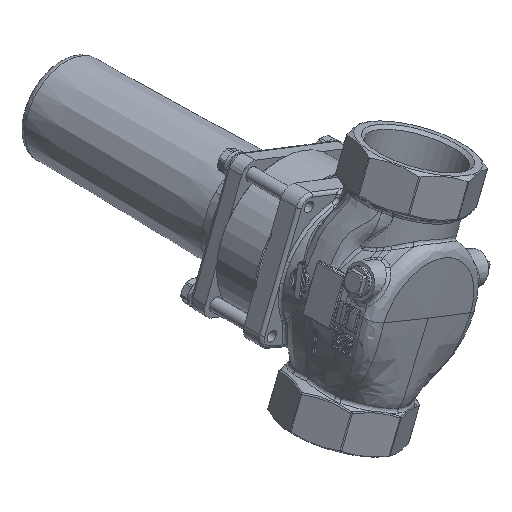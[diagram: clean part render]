
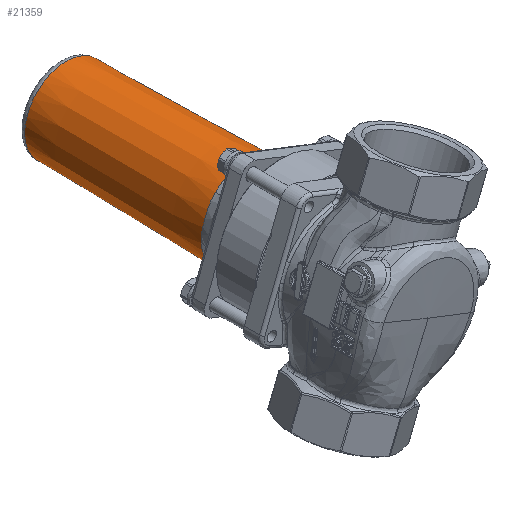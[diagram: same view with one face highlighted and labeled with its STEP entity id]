
A CAD part, isometric view. The second image highlights one B-rep face of the part: STEP entity #21359.
In plain terms, the highlighted conical face has half-angle 1 degrees and reference radius 33 mm.
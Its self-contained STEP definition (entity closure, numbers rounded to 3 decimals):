
#1360=CONICAL_SURFACE($,#23004,33.,1.);
#3704=B_SPLINE_CURVE_WITH_KNOTS($,3,(#67297,#67298,#67299,#67300,#67301,
#67302,#67303),.UNSPECIFIED.,.F.,.F.,(4,1,1,1,4),(-3.142,-2.244,
-0.449,1.346,3.142),.UNSPECIFIED.);
#3705=B_SPLINE_CURVE_WITH_KNOTS($,3,(#67307,#67308,#67309,#67310,#67311,
#67312,#67313),.UNSPECIFIED.,.F.,.F.,(4,1,1,1,4),(-3.142,-2.244,
-0.449,1.346,3.142),.UNSPECIFIED.);
#3706=B_SPLINE_CURVE_WITH_KNOTS($,3,(#67317,#67318,#67319,#67320,#67321,
#67322,#67323),.UNSPECIFIED.,.F.,.F.,(4,1,1,1,4),(-3.142,-2.244,
-0.449,1.346,3.142),.UNSPECIFIED.);
#3707=B_SPLINE_CURVE_WITH_KNOTS($,3,(#67326,#67327,#67328,#67329,#67330,
#67331,#67332),.UNSPECIFIED.,.F.,.F.,(4,1,1,1,4),(-3.142,-2.244,
-0.449,1.346,3.142),.UNSPECIFIED.);
#3840=FACE_BOUND($,#6691,.T.);
#5244=FACE_OUTER_BOUND($,#6690,.T.);
#6690=EDGE_LOOP($,(#18243,#18244,#18245,#18246,#18247,#18248,#18249,#18250));
#6691=EDGE_LOOP($,(#18251));
#7560=CIRCLE($,#23003,30.45);
#7561=CIRCLE($,#23005,32.743);
#7562=CIRCLE($,#23006,32.743);
#7563=CIRCLE($,#23007,32.743);
#7564=CIRCLE($,#23008,32.743);
#9365=VERTEX_POINT($,#67290);
#9366=VERTEX_POINT($,#67293);
#9367=VERTEX_POINT($,#67294);
#9368=VERTEX_POINT($,#67296);
#9369=VERTEX_POINT($,#67304);
#9370=VERTEX_POINT($,#67306);
#9371=VERTEX_POINT($,#67314);
#9372=VERTEX_POINT($,#67316);
#9373=VERTEX_POINT($,#67324);
#12341=EDGE_CURVE($,#9365,#9365,#7560,.T.);
#12342=EDGE_CURVE($,#9366,#9367,#7561,.T.);
#12343=EDGE_CURVE($,#9368,#9366,#3704,.T.);
#12344=EDGE_CURVE($,#9369,#9368,#7562,.T.);
#12345=EDGE_CURVE($,#9370,#9369,#3705,.T.);
#12346=EDGE_CURVE($,#9371,#9370,#7563,.T.);
#12347=EDGE_CURVE($,#9372,#9371,#3706,.T.);
#12348=EDGE_CURVE($,#9373,#9372,#7564,.T.);
#12349=EDGE_CURVE($,#9367,#9373,#3707,.T.);
#18243=ORIENTED_EDGE($,*,*,#12342,.F.);
#18244=ORIENTED_EDGE($,*,*,#12343,.F.);
#18245=ORIENTED_EDGE($,*,*,#12344,.F.);
#18246=ORIENTED_EDGE($,*,*,#12345,.F.);
#18247=ORIENTED_EDGE($,*,*,#12346,.F.);
#18248=ORIENTED_EDGE($,*,*,#12347,.F.);
#18249=ORIENTED_EDGE($,*,*,#12348,.F.);
#18250=ORIENTED_EDGE($,*,*,#12349,.F.);
#18251=ORIENTED_EDGE($,*,*,#12341,.F.);
#21359=ADVANCED_FACE($,(#5244,#3840),#1360,.T.);
#23003=AXIS2_PLACEMENT_3D($,#67291,#26737,#26738);
#23004=AXIS2_PLACEMENT_3D($,#67292,#26739,#26740);
#23005=AXIS2_PLACEMENT_3D($,#67295,#26741,#26742);
#23006=AXIS2_PLACEMENT_3D($,#67305,#26743,#26744);
#23007=AXIS2_PLACEMENT_3D($,#67315,#26745,#26746);
#23008=AXIS2_PLACEMENT_3D($,#67325,#26747,#26748);
#26737=DIRECTION('center_axis',(0.,1.,0.));
#26738=DIRECTION('ref_axis',(-0.932,0.,0.362));
#26739=DIRECTION('center_axis',(0.,-1.,0.));
#26740=DIRECTION('ref_axis',(-0.932,0.,0.362));
#26741=DIRECTION('center_axis',(0.,-1.,0.));
#26742=DIRECTION('ref_axis',(-0.932,0.,0.362));
#26743=DIRECTION('center_axis',(0.,-1.,0.));
#26744=DIRECTION('ref_axis',(-0.932,0.,0.362));
#26745=DIRECTION('center_axis',(0.,-1.,0.));
#26746=DIRECTION('ref_axis',(-0.932,0.,0.362));
#26747=DIRECTION('center_axis',(0.,-1.,0.));
#26748=DIRECTION('ref_axis',(-0.932,0.,0.362));
#67290=CARTESIAN_POINT('',(-102.069,464.373,-223.089));
#67291=CARTESIAN_POINT('Origin',(-130.458,464.373,-212.078));
#67292=CARTESIAN_POINT('Origin',(-130.458,318.286,-212.078));
#67293=CARTESIAN_POINT('',(-97.842,333.024,-209.208));
#67294=CARTESIAN_POINT('',(-106.346,333.024,-189.927));
#67295=CARTESIAN_POINT('Origin',(-130.458,333.024,-212.078));
#67296=CARTESIAN_POINT('',(-108.307,333.024,-236.19));
#67297=CARTESIAN_POINT('Ctrl Pts',(-108.307,333.024,-236.19));
#67298=CARTESIAN_POINT('Ctrl Pts',(-107.255,333.024,-235.224));
#67299=CARTESIAN_POINT('Ctrl Pts',(-104.288,332.797,-232.123));
#67300=CARTESIAN_POINT('Ctrl Pts',(-100.417,332.137,-226.057));
#67301=CARTESIAN_POINT('Ctrl Pts',(-97.828,332.453,-217.801));
#67302=CARTESIAN_POINT('Ctrl Pts',(-97.591,333.024,-212.054));
#67303=CARTESIAN_POINT('Ctrl Pts',(-97.842,333.024,-209.208));
#67304=CARTESIAN_POINT('',(-127.588,333.024,-244.694));
#67305=CARTESIAN_POINT('Origin',(-130.458,333.024,-212.078));
#67306=CARTESIAN_POINT('',(-154.571,333.024,-234.229));
#67307=CARTESIAN_POINT('Ctrl Pts',(-154.571,333.024,-234.229));
#67308=CARTESIAN_POINT('Ctrl Pts',(-153.605,333.024,-235.281));
#67309=CARTESIAN_POINT('Ctrl Pts',(-150.504,332.797,-238.248));
#67310=CARTESIAN_POINT('Ctrl Pts',(-144.437,332.137,-242.119));
#67311=CARTESIAN_POINT('Ctrl Pts',(-136.181,332.453,-244.708));
#67312=CARTESIAN_POINT('Ctrl Pts',(-130.435,333.024,-244.945));
#67313=CARTESIAN_POINT('Ctrl Pts',(-127.588,333.024,-244.694));
#67314=CARTESIAN_POINT('',(-163.075,333.024,-214.948));
#67315=CARTESIAN_POINT('Origin',(-130.458,333.024,-212.078));
#67316=CARTESIAN_POINT('',(-152.61,333.024,-187.965));
#67317=CARTESIAN_POINT('Ctrl Pts',(-152.61,333.024,-187.965));
#67318=CARTESIAN_POINT('Ctrl Pts',(-153.662,333.024,-188.932));
#67319=CARTESIAN_POINT('Ctrl Pts',(-156.628,332.797,-192.032));
#67320=CARTESIAN_POINT('Ctrl Pts',(-160.5,332.137,-198.099));
#67321=CARTESIAN_POINT('Ctrl Pts',(-163.089,332.453,-206.355));
#67322=CARTESIAN_POINT('Ctrl Pts',(-163.326,333.024,-212.101));
#67323=CARTESIAN_POINT('Ctrl Pts',(-163.075,333.024,-214.948));
#67324=CARTESIAN_POINT('',(-133.328,333.024,-179.461));
#67325=CARTESIAN_POINT('Origin',(-130.458,333.024,-212.078));
#67326=CARTESIAN_POINT('Ctrl Pts',(-106.346,333.024,-189.927));
#67327=CARTESIAN_POINT('Ctrl Pts',(-107.312,333.024,-188.875));
#67328=CARTESIAN_POINT('Ctrl Pts',(-110.413,332.797,-185.908));
#67329=CARTESIAN_POINT('Ctrl Pts',(-116.479,332.137,-182.036));
#67330=CARTESIAN_POINT('Ctrl Pts',(-124.736,332.453,-179.447));
#67331=CARTESIAN_POINT('Ctrl Pts',(-130.482,333.024,-179.211));
#67332=CARTESIAN_POINT('Ctrl Pts',(-133.328,333.024,-179.461));
